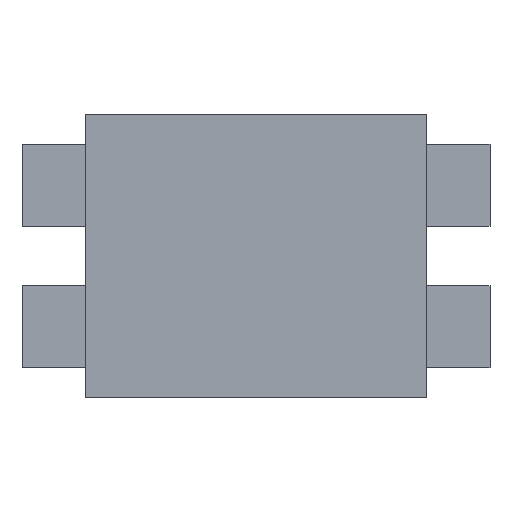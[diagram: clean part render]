
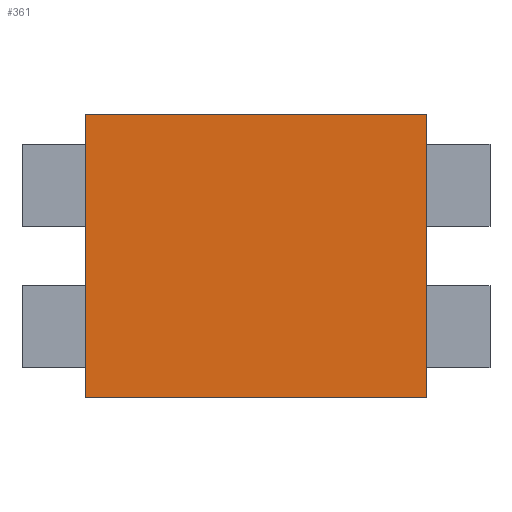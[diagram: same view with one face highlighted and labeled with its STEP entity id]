
A CAD part, top view. The second image highlights one B-rep face of the part: STEP entity #361.
In plain terms, the highlighted planar face has unit normal (0, 0, 1).
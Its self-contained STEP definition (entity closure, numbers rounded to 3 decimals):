
#47 = VERTEX_POINT('',#48);
#48 = CARTESIAN_POINT('',(-1.75,1.45,1.));
#55 = PLANE('',#56);
#56 = AXIS2_PLACEMENT_3D('',#57,#58,#59);
#57 = CARTESIAN_POINT('',(-1.75,1.45,0.));
#58 = DIRECTION('',(0.,1.,0.));
#59 = DIRECTION('',(1.,0.,0.));
#67 = PLANE('',#68);
#68 = AXIS2_PLACEMENT_3D('',#69,#70,#71);
#69 = CARTESIAN_POINT('',(-1.75,-1.45,0.));
#70 = DIRECTION('',(-1.,0.,0.));
#71 = DIRECTION('',(0.,1.,0.));
#79 = EDGE_CURVE('',#47,#80,#82,.T.);
#80 = VERTEX_POINT('',#81);
#81 = CARTESIAN_POINT('',(1.75,1.45,1.));
#82 = SURFACE_CURVE('',#83,(#87,#94),.PCURVE_S1.);
#83 = LINE('',#84,#85);
#84 = CARTESIAN_POINT('',(-1.75,1.45,1.));
#85 = VECTOR('',#86,1.);
#86 = DIRECTION('',(1.,0.,0.));
#87 = PCURVE('',#55,#88);
#88 = DEFINITIONAL_REPRESENTATION('',(#89),#93);
#89 = LINE('',#90,#91);
#90 = CARTESIAN_POINT('',(0.,-1.));
#91 = VECTOR('',#92,1.);
#92 = DIRECTION('',(1.,0.));
#93 = ( GEOMETRIC_REPRESENTATION_CONTEXT(2) 
PARAMETRIC_REPRESENTATION_CONTEXT() REPRESENTATION_CONTEXT('2D SPACE',''
  ) );
#94 = PCURVE('',#95,#100);
#95 = PLANE('',#96);
#96 = AXIS2_PLACEMENT_3D('',#97,#98,#99);
#97 = CARTESIAN_POINT('',(0.,0.,1.));
#98 = DIRECTION('',(-0.,-0.,-1.));
#99 = DIRECTION('',(-1.,0.,0.));
#100 = DEFINITIONAL_REPRESENTATION('',(#101),#105);
#101 = LINE('',#102,#103);
#102 = CARTESIAN_POINT('',(1.75,1.45));
#103 = VECTOR('',#104,1.);
#104 = DIRECTION('',(-1.,0.));
#105 = ( GEOMETRIC_REPRESENTATION_CONTEXT(2) 
PARAMETRIC_REPRESENTATION_CONTEXT() REPRESENTATION_CONTEXT('2D SPACE',''
  ) );
#123 = PLANE('',#124);
#124 = AXIS2_PLACEMENT_3D('',#125,#126,#127);
#125 = CARTESIAN_POINT('',(1.75,1.45,0.));
#126 = DIRECTION('',(1.,0.,-0.));
#127 = DIRECTION('',(0.,-1.,0.));
#165 = EDGE_CURVE('',#80,#166,#168,.T.);
#166 = VERTEX_POINT('',#167);
#167 = CARTESIAN_POINT('',(1.75,-1.45,1.));
#168 = SURFACE_CURVE('',#169,(#173,#180),.PCURVE_S1.);
#169 = LINE('',#170,#171);
#170 = CARTESIAN_POINT('',(1.75,1.45,1.));
#171 = VECTOR('',#172,1.);
#172 = DIRECTION('',(0.,-1.,0.));
#173 = PCURVE('',#123,#174);
#174 = DEFINITIONAL_REPRESENTATION('',(#175),#179);
#175 = LINE('',#176,#177);
#176 = CARTESIAN_POINT('',(0.,-1.));
#177 = VECTOR('',#178,1.);
#178 = DIRECTION('',(1.,0.));
#179 = ( GEOMETRIC_REPRESENTATION_CONTEXT(2) 
PARAMETRIC_REPRESENTATION_CONTEXT() REPRESENTATION_CONTEXT('2D SPACE',''
  ) );
#180 = PCURVE('',#95,#181);
#181 = DEFINITIONAL_REPRESENTATION('',(#182),#186);
#182 = LINE('',#183,#184);
#183 = CARTESIAN_POINT('',(-1.75,1.45));
#184 = VECTOR('',#185,1.);
#185 = DIRECTION('',(0.,-1.));
#186 = ( GEOMETRIC_REPRESENTATION_CONTEXT(2) 
PARAMETRIC_REPRESENTATION_CONTEXT() REPRESENTATION_CONTEXT('2D SPACE',''
  ) );
#204 = PLANE('',#205);
#205 = AXIS2_PLACEMENT_3D('',#206,#207,#208);
#206 = CARTESIAN_POINT('',(1.75,-1.45,0.));
#207 = DIRECTION('',(0.,-1.,0.));
#208 = DIRECTION('',(-1.,0.,0.));
#241 = EDGE_CURVE('',#166,#242,#244,.T.);
#242 = VERTEX_POINT('',#243);
#243 = CARTESIAN_POINT('',(-1.75,-1.45,1.));
#244 = SURFACE_CURVE('',#245,(#249,#256),.PCURVE_S1.);
#245 = LINE('',#246,#247);
#246 = CARTESIAN_POINT('',(1.75,-1.45,1.));
#247 = VECTOR('',#248,1.);
#248 = DIRECTION('',(-1.,0.,0.));
#249 = PCURVE('',#204,#250);
#250 = DEFINITIONAL_REPRESENTATION('',(#251),#255);
#251 = LINE('',#252,#253);
#252 = CARTESIAN_POINT('',(0.,-1.));
#253 = VECTOR('',#254,1.);
#254 = DIRECTION('',(1.,0.));
#255 = ( GEOMETRIC_REPRESENTATION_CONTEXT(2) 
PARAMETRIC_REPRESENTATION_CONTEXT() REPRESENTATION_CONTEXT('2D SPACE',''
  ) );
#256 = PCURVE('',#95,#257);
#257 = DEFINITIONAL_REPRESENTATION('',(#258),#262);
#258 = LINE('',#259,#260);
#259 = CARTESIAN_POINT('',(-1.75,-1.45));
#260 = VECTOR('',#261,1.);
#261 = DIRECTION('',(1.,0.));
#262 = ( GEOMETRIC_REPRESENTATION_CONTEXT(2) 
PARAMETRIC_REPRESENTATION_CONTEXT() REPRESENTATION_CONTEXT('2D SPACE',''
  ) );
#312 = EDGE_CURVE('',#242,#47,#313,.T.);
#313 = SURFACE_CURVE('',#314,(#318,#325),.PCURVE_S1.);
#314 = LINE('',#315,#316);
#315 = CARTESIAN_POINT('',(-1.75,-1.45,1.));
#316 = VECTOR('',#317,1.);
#317 = DIRECTION('',(0.,1.,0.));
#318 = PCURVE('',#67,#319);
#319 = DEFINITIONAL_REPRESENTATION('',(#320),#324);
#320 = LINE('',#321,#322);
#321 = CARTESIAN_POINT('',(0.,-1.));
#322 = VECTOR('',#323,1.);
#323 = DIRECTION('',(1.,0.));
#324 = ( GEOMETRIC_REPRESENTATION_CONTEXT(2) 
PARAMETRIC_REPRESENTATION_CONTEXT() REPRESENTATION_CONTEXT('2D SPACE',''
  ) );
#325 = PCURVE('',#95,#326);
#326 = DEFINITIONAL_REPRESENTATION('',(#327),#331);
#327 = LINE('',#328,#329);
#328 = CARTESIAN_POINT('',(1.75,-1.45));
#329 = VECTOR('',#330,1.);
#330 = DIRECTION('',(0.,1.));
#331 = ( GEOMETRIC_REPRESENTATION_CONTEXT(2) 
PARAMETRIC_REPRESENTATION_CONTEXT() REPRESENTATION_CONTEXT('2D SPACE',''
  ) );
#361 = ADVANCED_FACE('',(#362),#95,.F.);
#362 = FACE_BOUND('',#363,.F.);
#363 = EDGE_LOOP('',(#364,#365,#366,#367));
#364 = ORIENTED_EDGE('',*,*,#79,.T.);
#365 = ORIENTED_EDGE('',*,*,#165,.T.);
#366 = ORIENTED_EDGE('',*,*,#241,.T.);
#367 = ORIENTED_EDGE('',*,*,#312,.T.);
